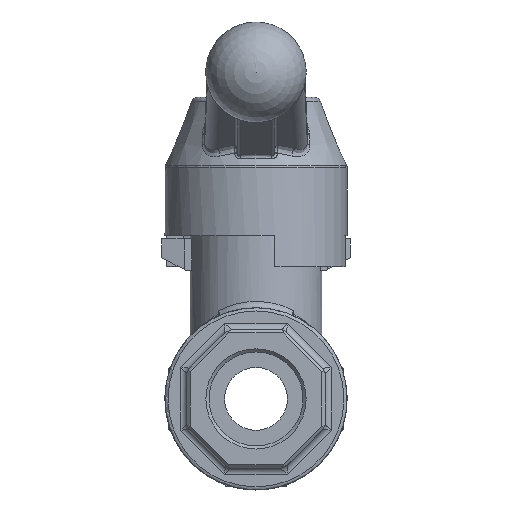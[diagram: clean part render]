
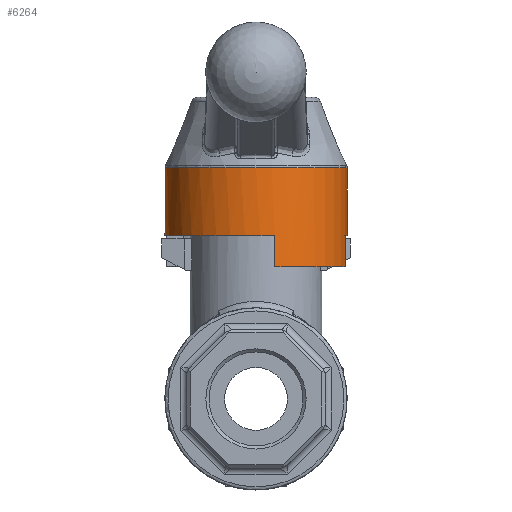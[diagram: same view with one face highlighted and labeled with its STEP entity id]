
A CAD part, front view. The second image highlights one B-rep face of the part: STEP entity #6264.
In plain terms, the highlighted cylindrical face has radius 14.5 mm (diameter 29 mm), a full revolution.
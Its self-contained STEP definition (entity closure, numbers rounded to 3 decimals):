
#173=CYLINDRICAL_SURFACE('',#6665,14.5);
#455=LINE('',#9996,#835);
#456=LINE('',#9998,#836);
#457=LINE('',#10002,#837);
#458=LINE('',#10003,#838);
#835=VECTOR('',#7629,1000.);
#836=VECTOR('',#7630,1000.);
#837=VECTOR('',#7633,1000.);
#838=VECTOR('',#7634,1000.);
#1207=CIRCLE('',#6661,14.5);
#1208=CIRCLE('',#6663,14.5);
#1210=CIRCLE('',#6666,14.5);
#1211=CIRCLE('',#6667,14.5);
#1212=CIRCLE('',#6668,14.5);
#2190=ORIENTED_EDGE('',*,*,#3194,.T.);
#2191=ORIENTED_EDGE('',*,*,#3195,.T.);
#2192=ORIENTED_EDGE('',*,*,#3189,.F.);
#2193=ORIENTED_EDGE('',*,*,#3196,.F.);
#2194=ORIENTED_EDGE('',*,*,#3197,.F.);
#2195=ORIENTED_EDGE('',*,*,#3198,.T.);
#2196=ORIENTED_EDGE('',*,*,#3191,.F.);
#2197=ORIENTED_EDGE('',*,*,#3199,.F.);
#2198=ORIENTED_EDGE('',*,*,#3200,.T.);
#3189=EDGE_CURVE('',#3739,#3736,#1207,.T.);
#3191=EDGE_CURVE('',#3741,#3742,#1208,.T.);
#3194=EDGE_CURVE('',#3744,#3744,#1210,.F.);
#3195=EDGE_CURVE('',#3745,#3736,#455,.T.);
#3196=EDGE_CURVE('',#3746,#3739,#456,.T.);
#3197=EDGE_CURVE('',#3747,#3746,#1211,.T.);
#3198=EDGE_CURVE('',#3747,#3742,#457,.T.);
#3199=EDGE_CURVE('',#3748,#3741,#458,.T.);
#3200=EDGE_CURVE('',#3748,#3745,#1212,.T.);
#3736=VERTEX_POINT('',#9977);
#3739=VERTEX_POINT('',#9982);
#3741=VERTEX_POINT('',#9987);
#3742=VERTEX_POINT('',#9989);
#3744=VERTEX_POINT('',#9995);
#3745=VERTEX_POINT('',#9997);
#3746=VERTEX_POINT('',#9999);
#3747=VERTEX_POINT('',#10001);
#3748=VERTEX_POINT('',#10004);
#4259=EDGE_LOOP('',(#2190));
#4260=EDGE_LOOP('',(#2191,#2192,#2193,#2194,#2195,#2196,#2197,#2198));
#4607=FACE_BOUND('',#4259,.T.);
#4608=FACE_BOUND('',#4260,.T.);
#6264=ADVANCED_FACE('',(#4607,#4608),#173,.T.);
#6661=AXIS2_PLACEMENT_3D('',#9983,#7615,#7616);
#6663=AXIS2_PLACEMENT_3D('',#9988,#7620,#7621);
#6665=AXIS2_PLACEMENT_3D('',#9993,#7625,#7626);
#6666=AXIS2_PLACEMENT_3D('',#9994,#7627,#7628);
#6667=AXIS2_PLACEMENT_3D('',#10000,#7631,#7632);
#6668=AXIS2_PLACEMENT_3D('',#10005,#7635,#7636);
#7615=DIRECTION('',(0.,0.,-1.));
#7616=DIRECTION('',(-1.,0.,0.));
#7620=DIRECTION('',(0.,0.,-1.));
#7621=DIRECTION('',(-1.,0.,0.));
#7625=DIRECTION('',(0.,0.,-1.));
#7626=DIRECTION('',(-1.,0.,0.));
#7627=DIRECTION('',(0.,0.,1.));
#7628=DIRECTION('',(1.,0.,0.));
#7629=DIRECTION('',(0.,0.,-1.));
#7630=DIRECTION('',(0.,0.,-1.));
#7631=DIRECTION('',(0.,0.,-1.));
#7632=DIRECTION('',(-1.,0.,0.));
#7633=DIRECTION('',(0.,0.,-1.));
#7634=DIRECTION('',(0.,0.,-1.));
#7635=DIRECTION('',(0.,0.,1.));
#7636=DIRECTION('',(1.,0.,0.));
#9977=CARTESIAN_POINT('',(-14.186,3.,0.));
#9982=CARTESIAN_POINT('',(-3.,-14.186,0.));
#9983=CARTESIAN_POINT('',(0.,0.,0.));
#9987=CARTESIAN_POINT('',(3.,14.186,0.));
#9988=CARTESIAN_POINT('',(0.,0.,0.));
#9989=CARTESIAN_POINT('',(14.186,3.,0.));
#9993=CARTESIAN_POINT('',(0.,0.,54.));
#9994=CARTESIAN_POINT('',(0.,0.,15.803));
#9995=CARTESIAN_POINT('',(14.5,0.,15.803));
#9996=CARTESIAN_POINT('',(-14.186,3.,5.));
#9997=CARTESIAN_POINT('',(-14.186,3.,5.));
#9998=CARTESIAN_POINT('',(-3.,-14.186,5.));
#9999=CARTESIAN_POINT('',(-3.,-14.186,5.));
#10000=CARTESIAN_POINT('',(0.,0.,5.));
#10001=CARTESIAN_POINT('',(14.186,3.,5.));
#10002=CARTESIAN_POINT('',(14.186,3.,5.));
#10003=CARTESIAN_POINT('',(3.,14.186,5.));
#10004=CARTESIAN_POINT('',(3.,14.186,5.));
#10005=CARTESIAN_POINT('',(0.,0.,5.));
